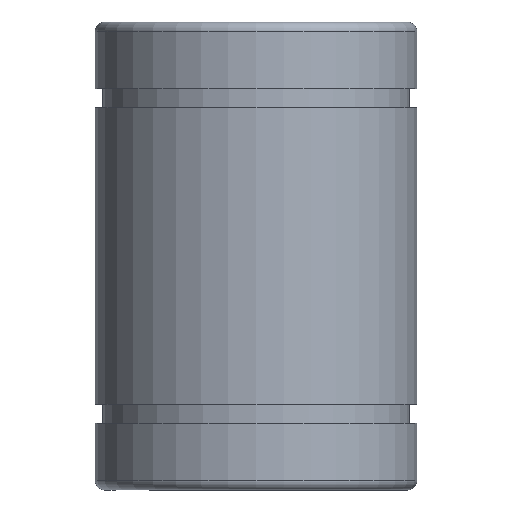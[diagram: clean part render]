
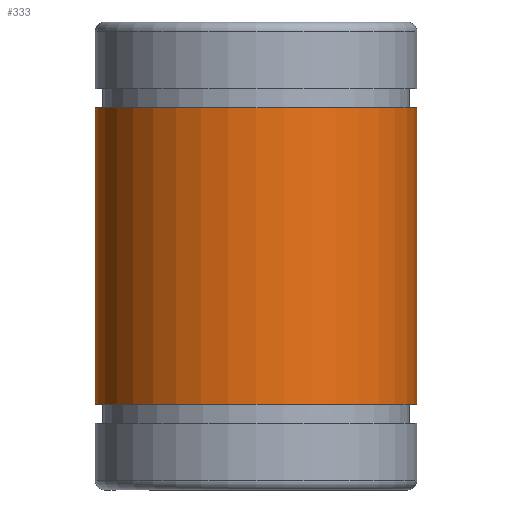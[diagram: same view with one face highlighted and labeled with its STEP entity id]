
A CAD part, left-side view. The second image highlights one B-rep face of the part: STEP entity #333.
In plain terms, the highlighted cylindrical face has radius 11 mm (diameter 22 mm), a partial arc.
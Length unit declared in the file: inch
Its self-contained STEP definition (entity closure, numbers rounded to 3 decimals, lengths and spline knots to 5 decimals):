
#9 = DIRECTION ( 'NONE',  ( 0., -1., 0. ) ) ;
#73 = DIRECTION ( 'NONE',  ( 0., 0., 1. ) ) ;
#122 = VECTOR ( 'NONE', #534, 39.37008 ) ;
#125 = VERTEX_POINT ( 'NONE', #703 ) ;
#152 = EDGE_CURVE ( 'NONE', #1080, #1294, #201, .T. ) ;
#180 = FACE_OUTER_BOUND ( 'NONE', #1278, .T. ) ;
#201 = LINE ( 'NONE', #834, #122 ) ;
#268 = CARTESIAN_POINT ( 'NONE',  ( 0., 0.43307, 0.39961 ) ) ;
#302 = CIRCLE ( 'NONE', #578, 0.43307 ) ;
#306 = CYLINDRICAL_SURFACE ( 'NONE', #1267, 0.43307 ) ;
#333 = ADVANCED_FACE ( 'NONE', ( #180 ), #306, .T. ) ;
#496 = CARTESIAN_POINT ( 'NONE',  ( 0., 0.43307, -0.39961 ) ) ;
#534 = DIRECTION ( 'NONE',  ( 0., 0., 1. ) ) ;
#545 = ORIENTED_EDGE ( 'NONE', *, *, #152, .F. ) ;
#549 = CIRCLE ( 'NONE', #1199, 0.43307 ) ;
#578 = AXIS2_PLACEMENT_3D ( 'NONE', #735, #1056, #9 ) ;
#607 = DIRECTION ( 'NONE',  ( 0., -1., 0. ) ) ;
#611 = CARTESIAN_POINT ( 'NONE',  ( 0., -0.43307, 0.60433 ) ) ;
#665 = EDGE_CURVE ( 'NONE', #1294, #1179, #549, .T. ) ;
#703 = CARTESIAN_POINT ( 'NONE',  ( 0., -0.43307, -0.39961 ) ) ;
#731 = CARTESIAN_POINT ( 'NONE',  ( 0., 0., 0.60433 ) ) ;
#735 = CARTESIAN_POINT ( 'NONE',  ( 0., 0., -0.39961 ) ) ;
#792 = DIRECTION ( 'NONE',  ( 0., 0., 1. ) ) ;
#794 = EDGE_CURVE ( 'NONE', #1080, #125, #302, .T. ) ;
#834 = CARTESIAN_POINT ( 'NONE',  ( 0., 0.43307, 0.60433 ) ) ;
#924 = LINE ( 'NONE', #611, #1285 ) ;
#980 = ORIENTED_EDGE ( 'NONE', *, *, #1276, .T. ) ;
#981 = CARTESIAN_POINT ( 'NONE',  ( 0., -0.43307, 0.39961 ) ) ;
#1056 = DIRECTION ( 'NONE',  ( 0., 0., 1. ) ) ;
#1080 = VERTEX_POINT ( 'NONE', #496 ) ;
#1083 = ORIENTED_EDGE ( 'NONE', *, *, #665, .F. ) ;
#1141 = DIRECTION ( 'NONE',  ( 0., 0., 1. ) ) ;
#1175 = CARTESIAN_POINT ( 'NONE',  ( 0., 0., 0.39961 ) ) ;
#1179 = VERTEX_POINT ( 'NONE', #981 ) ;
#1189 = DIRECTION ( 'NONE',  ( 0., -1., 0. ) ) ;
#1199 = AXIS2_PLACEMENT_3D ( 'NONE', #1175, #792, #1189 ) ;
#1233 = ORIENTED_EDGE ( 'NONE', *, *, #794, .T. ) ;
#1267 = AXIS2_PLACEMENT_3D ( 'NONE', #731, #1141, #607 ) ;
#1276 = EDGE_CURVE ( 'NONE', #125, #1179, #924, .T. ) ;
#1278 = EDGE_LOOP ( 'NONE', ( #545, #1233, #980, #1083 ) ) ;
#1285 = VECTOR ( 'NONE', #73, 39.37008 ) ;
#1294 = VERTEX_POINT ( 'NONE', #268 ) ;
